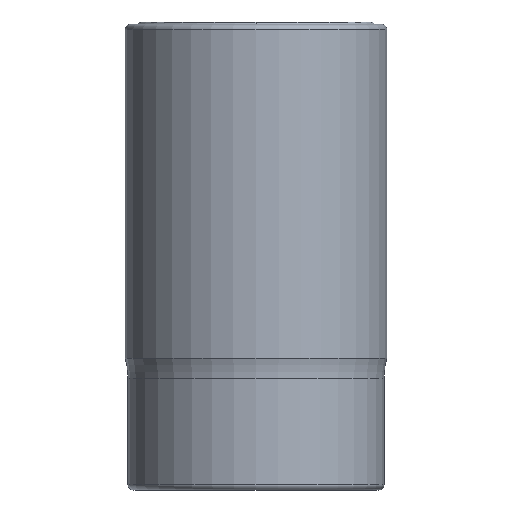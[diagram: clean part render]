
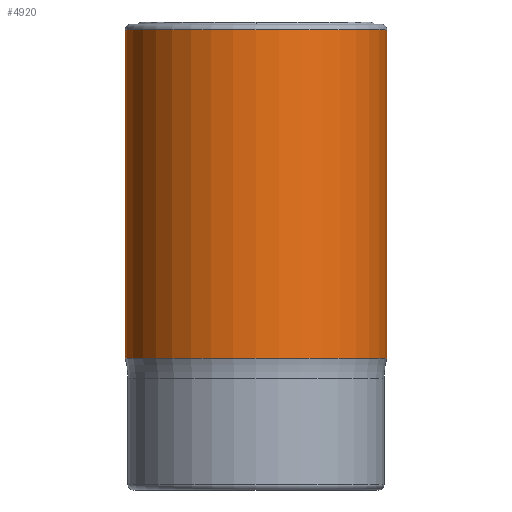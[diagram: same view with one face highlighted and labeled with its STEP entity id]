
A CAD part, front view. The second image highlights one B-rep face of the part: STEP entity #4920.
In plain terms, the highlighted cylindrical face has radius 16.85 mm (diameter 33.7 mm), a partial arc.
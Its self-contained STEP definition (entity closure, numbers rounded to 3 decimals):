
#4387=DIRECTION('',(0.,0.,1.));
#4388=VECTOR('',#4387,42.3);
#4389=CARTESIAN_POINT('',(-16.85,0.,16.7));
#4390=LINE('',#4389,#4388);
#4488=CARTESIAN_POINT('',(0.,0.,59.));
#4489=DIRECTION('',(0.,0.,1.));
#4490=DIRECTION('',(1.,0.,0.));
#4491=AXIS2_PLACEMENT_3D('',#4488,#4489,#4490);
#4496=CARTESIAN_POINT('',(0.,0.,16.7));
#4497=DIRECTION('',(0.,0.,1.));
#4498=DIRECTION('',(1.,0.,0.));
#4499=AXIS2_PLACEMENT_3D('',#4496,#4497,#4498);
#4504=DIRECTION('',(0.,0.,1.));
#4505=VECTOR('',#4504,42.3);
#4506=CARTESIAN_POINT('',(16.85,0.,16.7));
#4507=LINE('',#4506,#4505);
#4515=CARTESIAN_POINT('',(-16.85,0.,16.7));
#4516=CARTESIAN_POINT('',(16.85,0.,16.7));
#4517=VERTEX_POINT('',#4515);
#4518=VERTEX_POINT('',#4516);
#4539=CARTESIAN_POINT('',(16.85,0.,59.));
#4540=CARTESIAN_POINT('',(-16.85,0.,59.));
#4541=VERTEX_POINT('',#4539);
#4542=VERTEX_POINT('',#4540);
#4909=CARTESIAN_POINT('',(0.,0.,16.7));
#4910=DIRECTION('',(0.,0.,1.));
#4911=DIRECTION('',(1.,0.,0.));
#4912=AXIS2_PLACEMENT_3D('',#4909,#4910,#4911);
#4913=CYLINDRICAL_SURFACE('',#4912,16.85);
#4914=ORIENTED_EDGE('',*,*,#4903,.T.);
#4915=ORIENTED_EDGE('',*,*,#4805,.F.);
#4916=ORIENTED_EDGE('',*,*,#4775,.F.);
#4917=ORIENTED_EDGE('',*,*,#4802,.T.);
#4918=EDGE_LOOP('',(#4914,#4915,#4916,#4917));
#4919=FACE_OUTER_BOUND('',#4918,.F.);
#4920=ADVANCED_FACE('',(#4919),#4913,.T.);
#4492=CIRCLE('',#4491,16.85);
#4500=CIRCLE('',#4499,16.85);
#4775=EDGE_CURVE('',#4518,#4517,#4500,.T.);
#4802=EDGE_CURVE('',#4518,#4541,#4507,.T.);
#4805=EDGE_CURVE('',#4517,#4542,#4390,.T.);
#4903=EDGE_CURVE('',#4541,#4542,#4492,.T.);
